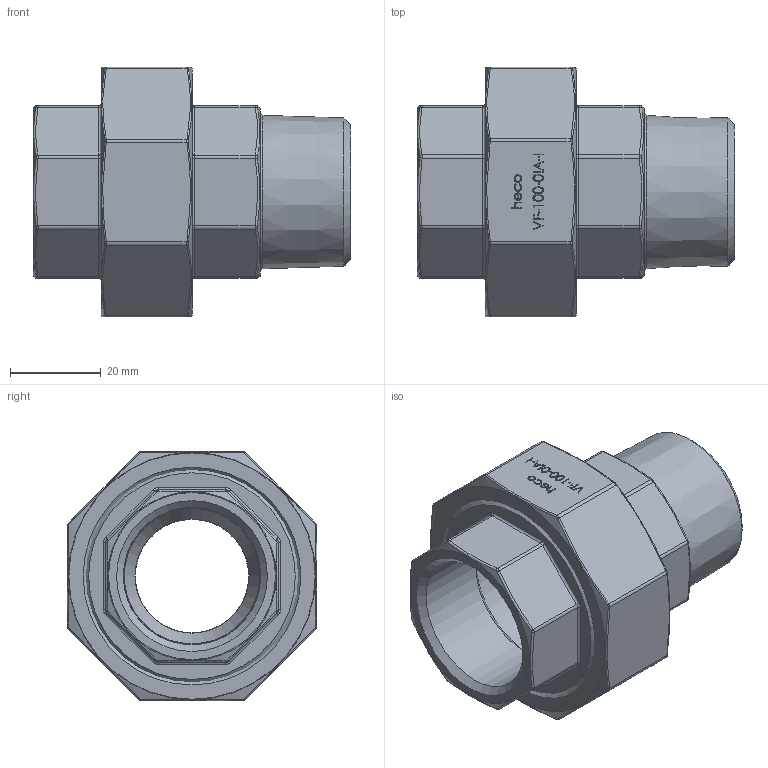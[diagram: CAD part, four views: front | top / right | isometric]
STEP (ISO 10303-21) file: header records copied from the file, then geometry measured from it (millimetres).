
FILE_DESCRIPTION (( 'STEP AP214' ), '1' );
FILE_NAME ('VF-100-0IA-I Verschraubung flach 2109.STEP', '2021-09-01T12:14:02', ( '' ), ( '' ), 'SwSTEP 2.0', 'SolidWorks 2019', '' );
FILE_SCHEMA (( 'AUTOMOTIVE_DESIGN' ));
Length unit declared in the file: millimetre
Products named in the file (5): ET-100-F0A-I Einlegeteil 1610; VF-100-0IA-I Verschraubung flach 2109; ES-100-F0I-I Schraubteil 1609; DI-045-0VF-I Dichtung f黵 躆100 1609; ÜM-048-042-I Überwurfmutter 100 1609
Assembly tree (4 placements, depth 2):
  VF-100-0IA-I Verschraubung flach 2109
    ES-100-F0I-I Schraubteil 1609
    DI-045-0VF-I Dichtung f黵 躆100 1609
    ET-100-F0A-I Einlegeteil 1610
    ÜM-048-042-I Überwurfmutter 100 1609
Bounding box: 70 x 55 x 55.04 mm (x, y, z)
Volume: 56721.2 mm3; surface area: 28182.1 mm2
Topology: 4 solids, 4 shells, 381 faces, 897 edges, 559 vertices
Faces by surface type: plane 142, bspline 126, cylinder 52, torus 48, cone 13
Full cylindrical faces by diameter (mm): 25 x1, 30 x1, 30.289 x1, 34 x2, 35 x1, 42 x1, 42.5 x1, 45.5 x2, 45.84 x1, 48 x1
Entity records: 19414 total; most frequent: CARTESIAN_POINT 7949, ORIENTED_EDGE 1660, DIRECTION 1305, EDGE_CURVE 830, VERTEX_POINT 541, AXIS2_PLACEMENT_3D 481, EDGE_LOOP 473, FACE_OUTER_BOUND 417
